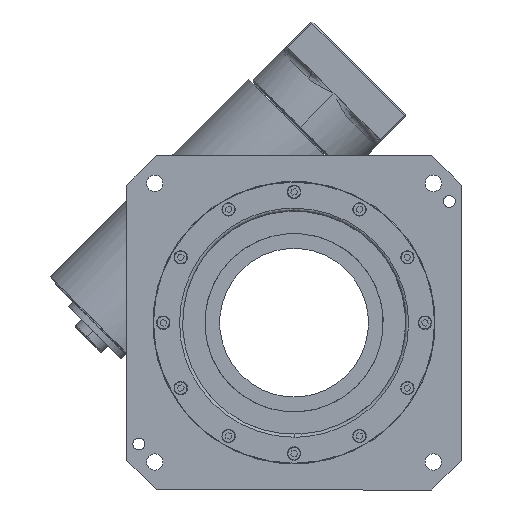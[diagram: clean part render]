
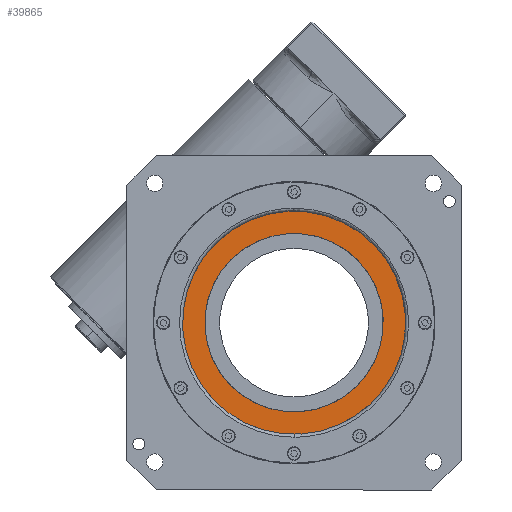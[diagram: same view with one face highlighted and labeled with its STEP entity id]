
A CAD part, front view. The second image highlights one B-rep face of the part: STEP entity #39865.
In plain terms, the highlighted planar face has unit normal (0, -1, 0).
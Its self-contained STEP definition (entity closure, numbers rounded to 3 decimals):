
#798 = DIRECTION ( 'NONE',  ( -0.236, 0., 0.972 ) ) ;
#1536 = DIRECTION ( 'NONE',  ( 0., -1., 0. ) ) ;
#2265 = VERTEX_POINT ( 'NONE', #4501 ) ;
#3883 = CIRCLE ( 'NONE', #30000, 75. ) ;
#4501 = CARTESIAN_POINT ( 'NONE',  ( -14.158, 19., 58.306 ) ) ;
#5562 = EDGE_CURVE ( 'NONE', #9423, #2265, #20763, .T. ) ;
#6846 = DIRECTION ( 'NONE',  ( 0., -1., 0. ) ) ;
#8110 = EDGE_LOOP ( 'NONE', ( #25557, #20681 ) ) ;
#9423 = VERTEX_POINT ( 'NONE', #16894 ) ;
#10083 = CARTESIAN_POINT ( 'NONE',  ( 72.882, 19., 17.697 ) ) ;
#11171 = CARTESIAN_POINT ( 'NONE',  ( -17.697, 19., 72.882 ) ) ;
#14610 = EDGE_CURVE ( 'NONE', #28686, #21181, #14692, .T. ) ;
#14692 = CIRCLE ( 'NONE', #40092, 75. ) ;
#15321 = EDGE_LOOP ( 'NONE', ( #36759, #22115 ) ) ;
#16042 = DIRECTION ( 'NONE',  ( 0., -1., 0. ) ) ;
#16894 = CARTESIAN_POINT ( 'NONE',  ( 14.158, 19., -58.306 ) ) ;
#18205 = DIRECTION ( 'NONE',  ( -0.236, 0., 0.972 ) ) ;
#18555 = CARTESIAN_POINT ( 'NONE',  ( 0., 19., 0. ) ) ;
#19532 = CARTESIAN_POINT ( 'NONE',  ( 0., 19., 0. ) ) ;
#20207 = AXIS2_PLACEMENT_3D ( 'NONE', #10083, #6846, #21275 ) ;
#20681 = ORIENTED_EDGE ( 'NONE', *, *, #26874, .T. ) ;
#20763 = CIRCLE ( 'NONE', #43908, 60. ) ;
#21181 = VERTEX_POINT ( 'NONE', #35670 ) ;
#21275 = DIRECTION ( 'NONE',  ( -0.236, 0., 0.972 ) ) ;
#22115 = ORIENTED_EDGE ( 'NONE', *, *, #5562, .F. ) ;
#24338 = FACE_OUTER_BOUND ( 'NONE', #8110, .T. ) ;
#24567 = FACE_BOUND ( 'NONE', #15321, .T. ) ;
#25268 = PLANE ( 'NONE',  #20207 ) ;
#25557 = ORIENTED_EDGE ( 'NONE', *, *, #14610, .T. ) ;
#25725 = DIRECTION ( 'NONE',  ( 0., -1., 0. ) ) ;
#26545 = DIRECTION ( 'NONE',  ( -0.236, 0., 0.972 ) ) ;
#26874 = EDGE_CURVE ( 'NONE', #21181, #28686, #3883, .T. ) ;
#28563 = CARTESIAN_POINT ( 'NONE',  ( 0., 19., 0. ) ) ;
#28686 = VERTEX_POINT ( 'NONE', #11171 ) ;
#29551 = CARTESIAN_POINT ( 'NONE',  ( 0., 19., 0. ) ) ;
#30000 = AXIS2_PLACEMENT_3D ( 'NONE', #19532, #16042, #44335 ) ;
#35670 = CARTESIAN_POINT ( 'NONE',  ( 17.697, 19., -72.882 ) ) ;
#36759 = ORIENTED_EDGE ( 'NONE', *, *, #41365, .F. ) ;
#39023 = AXIS2_PLACEMENT_3D ( 'NONE', #29551, #43552, #798 ) ;
#39865 = ADVANCED_FACE ( 'NONE', ( #24338, #24567 ), #25268, .T. ) ;
#40092 = AXIS2_PLACEMENT_3D ( 'NONE', #18555, #1536, #26545 ) ;
#41261 = CIRCLE ( 'NONE', #39023, 60. ) ;
#41365 = EDGE_CURVE ( 'NONE', #2265, #9423, #41261, .T. ) ;
#43552 = DIRECTION ( 'NONE',  ( 0., -1., 0. ) ) ;
#43908 = AXIS2_PLACEMENT_3D ( 'NONE', #28563, #25725, #18205 ) ;
#44335 = DIRECTION ( 'NONE',  ( -0.236, 0., 0.972 ) ) ;
